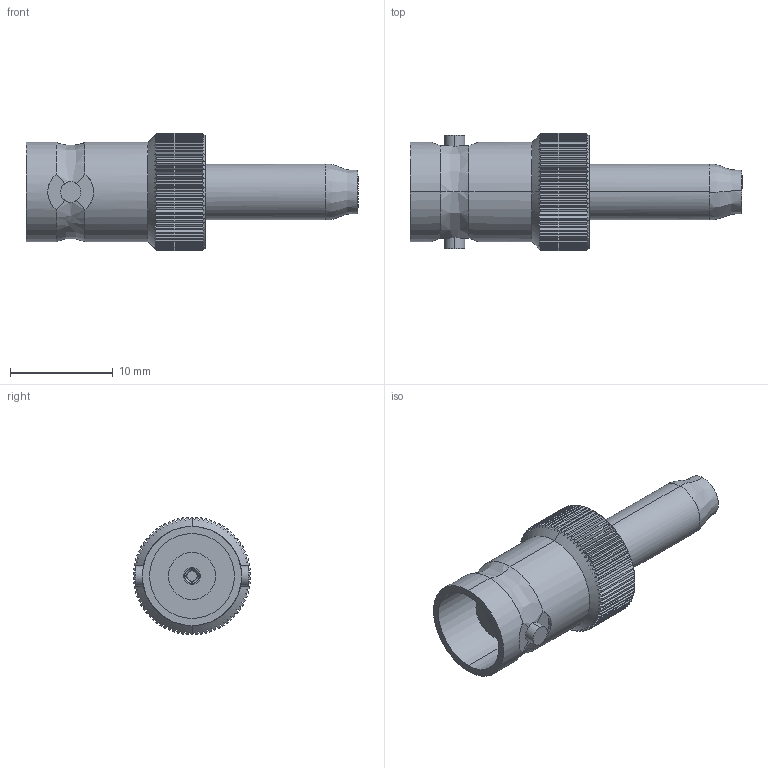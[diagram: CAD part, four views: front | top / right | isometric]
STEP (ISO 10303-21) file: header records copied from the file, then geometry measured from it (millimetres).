
FILE_DESCRIPTION (( 'STEP AP214' ), '1' );
FILE_NAME ('LCCN45940_3D.step', '2023-05-09T22:29:06', ( '' ), ( '' ), 'SwSTEP 2.0', 'SolidWorks 2022', '' );
FILE_SCHEMA (( 'AUTOMOTIVE_DESIGN' ));
Length unit declared in the file: inch
Products named in the file (1): LCCN45940_3D
Bounding box: 32.27 x 11.43 x 11.43 mm (x, y, z)
Volume: 1235.3 mm3; surface area: 2146.8 mm2
Topology: 5 solids, 5 shells, 1461 faces, 3196 edges, 1752 vertices
Faces by surface type: bspline 787, cylinder 313, plane 266, cone 95
Entity records: 135244 total; most frequent: CARTESIAN_POINT 112277, ORIENTED_EDGE 6392, EDGE_CURVE 3196, DIRECTION 2393, B_SPLINE_CURVE_WITH_KNOTS 2008, VERTEX_POINT 1752, EDGE_LOOP 1476, FACE_OUTER_BOUND 1461
